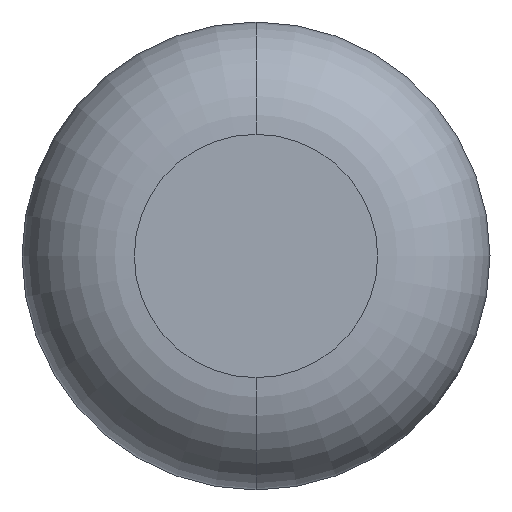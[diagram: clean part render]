
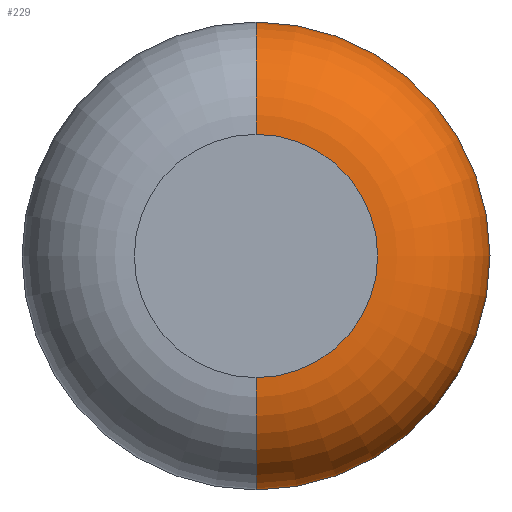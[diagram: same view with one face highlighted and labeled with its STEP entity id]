
A CAD part, front view. The second image highlights one B-rep face of the part: STEP entity #229.
In plain terms, the highlighted toroidal (fillet/blend) face has major radius 1.651 mm and minor radius 1.524 mm.
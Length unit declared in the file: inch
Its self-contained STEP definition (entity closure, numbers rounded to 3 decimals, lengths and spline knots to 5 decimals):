
#1 = DIRECTION ( 'NONE',  ( -1., 0., 0. ) ) ;
#19 = CARTESIAN_POINT ( 'NONE',  ( 0., 0.06, 0. ) ) ;
#39 = CARTESIAN_POINT ( 'NONE',  ( 0., 0.06, -0.125 ) ) ;
#40 = ORIENTED_EDGE ( 'NONE', *, *, #363, .T. ) ;
#47 = CARTESIAN_POINT ( 'NONE',  ( 0., 0.06, 0.065 ) ) ;
#49 = ORIENTED_EDGE ( 'NONE', *, *, #389, .T. ) ;
#51 = VERTEX_POINT ( 'NONE', #66 ) ;
#57 = EDGE_CURVE ( 'NONE', #257, #238, #384, .T. ) ;
#64 = DIRECTION ( 'NONE',  ( 0., 0., 1. ) ) ;
#66 = CARTESIAN_POINT ( 'NONE',  ( 0., 0.06, 0.125 ) ) ;
#73 = DIRECTION ( 'NONE',  ( 0., -1., 0. ) ) ;
#74 = DIRECTION ( 'NONE',  ( 0., -1., 0. ) ) ;
#79 = CIRCLE ( 'NONE', #170, 0.125 ) ;
#83 = CARTESIAN_POINT ( 'NONE',  ( 0., 0., 0.065 ) ) ;
#93 = CARTESIAN_POINT ( 'NONE',  ( 0., 0.06, 0. ) ) ;
#117 = CIRCLE ( 'NONE', #271, 0.065 ) ;
#157 = CARTESIAN_POINT ( 'NONE',  ( 0., 0., -0.065 ) ) ;
#170 = AXIS2_PLACEMENT_3D ( 'NONE', #19, #74, #334 ) ;
#186 = CARTESIAN_POINT ( 'NONE',  ( 0., 0., 0. ) ) ;
#209 = FACE_OUTER_BOUND ( 'NONE', #248, .T. ) ;
#216 = ORIENTED_EDGE ( 'NONE', *, *, #342, .F. ) ;
#229 = ADVANCED_FACE ( 'NONE', ( #209 ), #293, .T. ) ;
#232 = DIRECTION ( 'NONE',  ( 1., 0., 0. ) ) ;
#238 = VERTEX_POINT ( 'NONE', #157 ) ;
#248 = EDGE_LOOP ( 'NONE', ( #49, #40, #216, #289 ) ) ;
#257 = VERTEX_POINT ( 'NONE', #39 ) ;
#271 = AXIS2_PLACEMENT_3D ( 'NONE', #186, #73, #323 ) ;
#279 = AXIS2_PLACEMENT_3D ( 'NONE', #93, #338, #344 ) ;
#289 = ORIENTED_EDGE ( 'NONE', *, *, #57, .F. ) ;
#293 = TOROIDAL_SURFACE ( 'NONE', #279, 0.065, 0.06 ) ;
#300 = VERTEX_POINT ( 'NONE', #83 ) ;
#309 = CIRCLE ( 'NONE', #351, 0.06 ) ;
#323 = DIRECTION ( 'NONE',  ( 0., 0., -1. ) ) ;
#334 = DIRECTION ( 'NONE',  ( 0., 0., -1. ) ) ;
#338 = DIRECTION ( 'NONE',  ( 0., -1., 0. ) ) ;
#342 = EDGE_CURVE ( 'NONE', #238, #300, #117, .T. ) ;
#344 = DIRECTION ( 'NONE',  ( 0., 0., -1. ) ) ;
#351 = AXIS2_PLACEMENT_3D ( 'NONE', #47, #232, #356 ) ;
#356 = DIRECTION ( 'NONE',  ( 0., 0., -1. ) ) ;
#363 = EDGE_CURVE ( 'NONE', #51, #300, #309, .T. ) ;
#375 = CARTESIAN_POINT ( 'NONE',  ( 0., 0.06, -0.065 ) ) ;
#376 = AXIS2_PLACEMENT_3D ( 'NONE', #375, #1, #64 ) ;
#384 = CIRCLE ( 'NONE', #376, 0.06 ) ;
#389 = EDGE_CURVE ( 'NONE', #257, #51, #79, .T. ) ;
